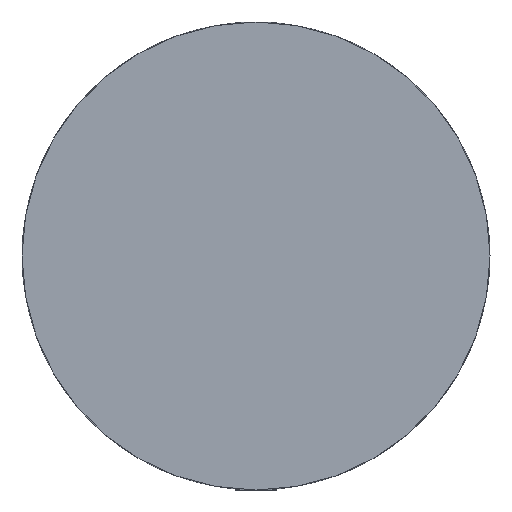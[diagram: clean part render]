
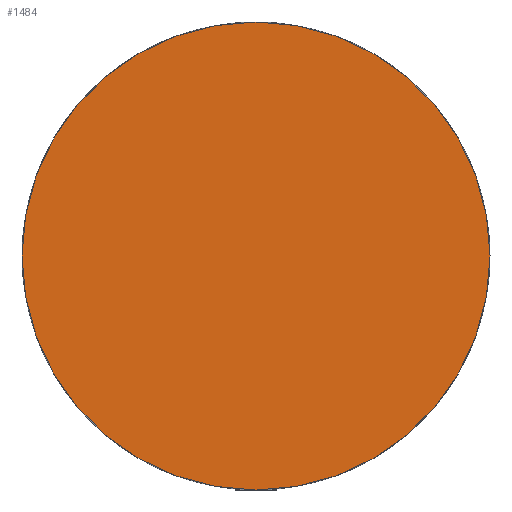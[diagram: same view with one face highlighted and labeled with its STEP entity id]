
A CAD part, front view. The second image highlights one B-rep face of the part: STEP entity #1484.
In plain terms, the highlighted planar face has unit normal (0, -1, 0).
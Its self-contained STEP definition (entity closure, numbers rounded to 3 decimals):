
#34=PLANE('',#1628);
#107=FACE_OUTER_BOUND('',#184,.T.);
#184=EDGE_LOOP('',(#1186));
#604=CIRCLE('',#1625,11.25);
#738=VERTEX_POINT('',#2434);
#914=EDGE_CURVE('',#738,#738,#604,.T.);
#1186=ORIENTED_EDGE('',*,*,#914,.F.);
#1484=ADVANCED_FACE('',(#107),#34,.F.);
#1625=AXIS2_PLACEMENT_3D('',#2435,#1947,#1948);
#1628=AXIS2_PLACEMENT_3D('',#2439,#1954,#1955);
#1947=DIRECTION('center_axis',(0.,1.,0.));
#1948=DIRECTION('ref_axis',(0.,0.,1.));
#1954=DIRECTION('center_axis',(0.,1.,0.));
#1955=DIRECTION('ref_axis',(0.,0.,1.));
#2434=CARTESIAN_POINT('',(0.,1.25,11.25));
#2435=CARTESIAN_POINT('Origin',(0.,1.25,0.));
#2439=CARTESIAN_POINT('Origin',(0.,1.25,0.));
